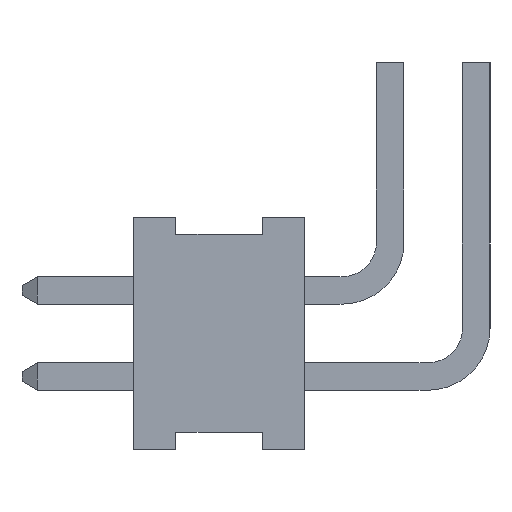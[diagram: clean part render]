
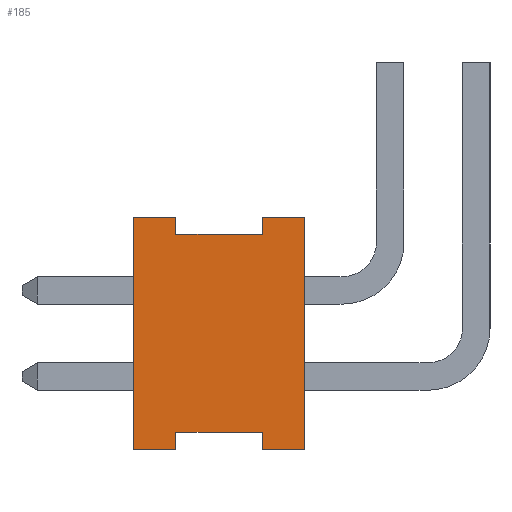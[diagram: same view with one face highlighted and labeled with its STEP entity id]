
A CAD part, left-side view. The second image highlights one B-rep face of the part: STEP entity #185.
In plain terms, the highlighted planar face has unit normal (-1, 0, 0).
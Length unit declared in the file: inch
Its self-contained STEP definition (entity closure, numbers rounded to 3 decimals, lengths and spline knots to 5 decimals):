
#185 = ADVANCED_FACE ( 'NONE', ( #2692 ), #8545, .F. ) ;
#912 = LINE ( 'NONE', #3213, #917 ) ;
#917 = VECTOR ( 'NONE', #3218, 39.37008 ) ;
#1006 = LINE ( 'NONE', #2929, #1023 ) ;
#1023 = VECTOR ( 'NONE', #2938, 39.37008 ) ;
#1046 = LINE ( 'NONE', #3313, #1063 ) ;
#1062 = VECTOR ( 'NONE', #3332, 39.37008 ) ;
#1063 = VECTOR ( 'NONE', #3315, 39.37008 ) ;
#1064 = LINE ( 'NONE', #3331, #1062 ) ;
#2692 = FACE_OUTER_BOUND ( 'NONE', #12190, .T. ) ;
#2929 = CARTESIAN_POINT ( 'NONE',  ( -0.25, 0.099, 0.0675 ) ) ;
#2938 = DIRECTION ( 'NONE',  ( 0., -1., 0. ) ) ;
#3213 = CARTESIAN_POINT ( 'NONE',  ( -0.25, 0.0745, -0.0675 ) ) ;
#3218 = DIRECTION ( 'NONE',  ( 0., 0., -1. ) ) ;
#3313 = CARTESIAN_POINT ( 'NONE',  ( -0.25, 0.099, -0.0675 ) ) ;
#3315 = DIRECTION ( 'NONE',  ( 0., 0., 1. ) ) ;
#3331 = CARTESIAN_POINT ( 'NONE',  ( -0.25, 0., -0.0675 ) ) ;
#3332 = DIRECTION ( 'NONE',  ( 0., 0., 1. ) ) ;
#4161 = AXIS2_PLACEMENT_3D ( 'NONE', #8561, #8538, #8534 ) ;
#4524 = EDGE_CURVE ( 'NONE', #6385, #6326, #912, .T. ) ;
#4570 = EDGE_CURVE ( 'NONE', #6399, #6381, #1006, .T. ) ;
#4590 = EDGE_CURVE ( 'NONE', #6300, #6617, #1046, .T. ) ;
#4598 = EDGE_CURVE ( 'NONE', #6380, #6381, #1064, .T. ) ;
#4852 = EDGE_CURVE ( 'NONE', #6617, #6572, #14530, .T. ) ;
#5041 = EDGE_CURVE ( 'NONE', #6383, #6399, #14902, .T. ) ;
#5061 = EDGE_CURVE ( 'NONE', #6378, #6380, #14945, .T. ) ;
#5105 = EDGE_CURVE ( 'NONE', #6378, #6386, #15011, .T. ) ;
#5120 = EDGE_CURVE ( 'NONE', #6387, #6383, #15021, .T. ) ;
#5167 = EDGE_CURVE ( 'NONE', #6386, #6385, #15132, .T. ) ;
#5254 = EDGE_CURVE ( 'NONE', #6572, #6387, #15299, .T. ) ;
#5453 = EDGE_CURVE ( 'NONE', #6300, #6326, #11248, .T. ) ;
#6300 = VERTEX_POINT ( 'NONE', #12867 ) ;
#6326 = VERTEX_POINT ( 'NONE', #12789 ) ;
#6378 = VERTEX_POINT ( 'NONE', #12629 ) ;
#6380 = VERTEX_POINT ( 'NONE', #12625 ) ;
#6381 = VERTEX_POINT ( 'NONE', #12623 ) ;
#6383 = VERTEX_POINT ( 'NONE', #12612 ) ;
#6385 = VERTEX_POINT ( 'NONE', #12610 ) ;
#6386 = VERTEX_POINT ( 'NONE', #12605 ) ;
#6387 = VERTEX_POINT ( 'NONE', #12602 ) ;
#6399 = VERTEX_POINT ( 'NONE', #12566 ) ;
#6572 = VERTEX_POINT ( 'NONE', #13343 ) ;
#6617 = VERTEX_POINT ( 'NONE', #13282 ) ;
#7057 = DIRECTION ( 'NONE',  ( 0., 1., 0. ) ) ;
#7058 = CARTESIAN_POINT ( 'NONE',  ( -0.25, 0.0745, -0.0575 ) ) ;
#7201 = DIRECTION ( 'NONE',  ( 0., -1., 0. ) ) ;
#7228 = CARTESIAN_POINT ( 'NONE',  ( -0.25, 0.0745, 0.0575 ) ) ;
#7249 = DIRECTION ( 'NONE',  ( 0., 0., 1. ) ) ;
#7250 = CARTESIAN_POINT ( 'NONE',  ( -0.25, 0.0245, -0.0675 ) ) ;
#7399 = DIRECTION ( 'NONE',  ( 0., -1., 0. ) ) ;
#7402 = CARTESIAN_POINT ( 'NONE',  ( -0.25, 0.099, -0.0675 ) ) ;
#7468 = DIRECTION ( 'NONE',  ( 0., -1., 0. ) ) ;
#7504 = CARTESIAN_POINT ( 'NONE',  ( -0.25, 0.099, 0.0675 ) ) ;
#7517 = DIRECTION ( 'NONE',  ( 0., 0., 1. ) ) ;
#7521 = CARTESIAN_POINT ( 'NONE',  ( -0.25, 0.0245, 0.0675 ) ) ;
#7795 = DIRECTION ( 'NONE',  ( 0., 0., -1. ) ) ;
#7815 = CARTESIAN_POINT ( 'NONE',  ( -0.25, 0.0745, 0.0675 ) ) ;
#8534 = DIRECTION ( 'NONE',  ( 0., 0., -1. ) ) ;
#8538 = DIRECTION ( 'NONE',  ( 1., 0., 0. ) ) ;
#8545 = PLANE ( 'NONE',  #4161 ) ;
#8561 = CARTESIAN_POINT ( 'NONE',  ( -0.25, 0.099, -0.0675 ) ) ;
#8754 = DIRECTION ( 'NONE',  ( 0., -1., 0. ) ) ;
#8757 = CARTESIAN_POINT ( 'NONE',  ( -0.25, 0.099, -0.0675 ) ) ;
#10177 = ORIENTED_EDGE ( 'NONE', *, *, #5061, .T. ) ;
#10179 = ORIENTED_EDGE ( 'NONE', *, *, #4524, .F. ) ;
#10181 = ORIENTED_EDGE ( 'NONE', *, *, #5105, .F. ) ;
#10186 = ORIENTED_EDGE ( 'NONE', *, *, #5120, .F. ) ;
#10187 = ORIENTED_EDGE ( 'NONE', *, *, #5254, .F. ) ;
#10188 = ORIENTED_EDGE ( 'NONE', *, *, #4852, .F. ) ;
#10203 = ORIENTED_EDGE ( 'NONE', *, *, #5453, .T. ) ;
#10343 = ORIENTED_EDGE ( 'NONE', *, *, #4598, .T. ) ;
#10344 = ORIENTED_EDGE ( 'NONE', *, *, #5167, .F. ) ;
#10345 = ORIENTED_EDGE ( 'NONE', *, *, #5041, .F. ) ;
#10351 = ORIENTED_EDGE ( 'NONE', *, *, #4590, .F. ) ;
#10373 = ORIENTED_EDGE ( 'NONE', *, *, #4570, .F. ) ;
#11242 = VECTOR ( 'NONE', #8754, 39.37008 ) ;
#11248 = LINE ( 'NONE', #8757, #11242 ) ;
#12190 = EDGE_LOOP ( 'NONE', ( #10186, #10187, #10188, #10351, #10203, #10179, #10344, #10181, #10177, #10343, #10373, #10345 ) ) ;
#12566 = CARTESIAN_POINT ( 'NONE',  ( -0.25, 0.0245, 0.0675 ) ) ;
#12602 = CARTESIAN_POINT ( 'NONE',  ( -0.25, 0.0745, 0.0575 ) ) ;
#12605 = CARTESIAN_POINT ( 'NONE',  ( -0.25, 0.0245, -0.0575 ) ) ;
#12610 = CARTESIAN_POINT ( 'NONE',  ( -0.25, 0.0745, -0.0575 ) ) ;
#12612 = CARTESIAN_POINT ( 'NONE',  ( -0.25, 0.0245, 0.0575 ) ) ;
#12623 = CARTESIAN_POINT ( 'NONE',  ( -0.25, 0., 0.0675 ) ) ;
#12625 = CARTESIAN_POINT ( 'NONE',  ( -0.25, 0., -0.0675 ) ) ;
#12629 = CARTESIAN_POINT ( 'NONE',  ( -0.25, 0.0245, -0.0675 ) ) ;
#12789 = CARTESIAN_POINT ( 'NONE',  ( -0.25, 0.0745, -0.0675 ) ) ;
#12867 = CARTESIAN_POINT ( 'NONE',  ( -0.25, 0.099, -0.0675 ) ) ;
#13282 = CARTESIAN_POINT ( 'NONE',  ( -0.25, 0.099, 0.0675 ) ) ;
#13343 = CARTESIAN_POINT ( 'NONE',  ( -0.25, 0.0745, 0.0675 ) ) ;
#14521 = VECTOR ( 'NONE', #7468, 39.37008 ) ;
#14530 = LINE ( 'NONE', #7504, #14521 ) ;
#14884 = VECTOR ( 'NONE', #7517, 39.37008 ) ;
#14902 = LINE ( 'NONE', #7521, #14884 ) ;
#14932 = VECTOR ( 'NONE', #7399, 39.37008 ) ;
#14945 = LINE ( 'NONE', #7402, #14932 ) ;
#15011 = LINE ( 'NONE', #7250, #15028 ) ;
#15021 = LINE ( 'NONE', #7228, #15039 ) ;
#15028 = VECTOR ( 'NONE', #7249, 39.37008 ) ;
#15039 = VECTOR ( 'NONE', #7201, 39.37008 ) ;
#15132 = LINE ( 'NONE', #7058, #15157 ) ;
#15157 = VECTOR ( 'NONE', #7057, 39.37008 ) ;
#15299 = LINE ( 'NONE', #7815, #15305 ) ;
#15305 = VECTOR ( 'NONE', #7795, 39.37008 ) ;
